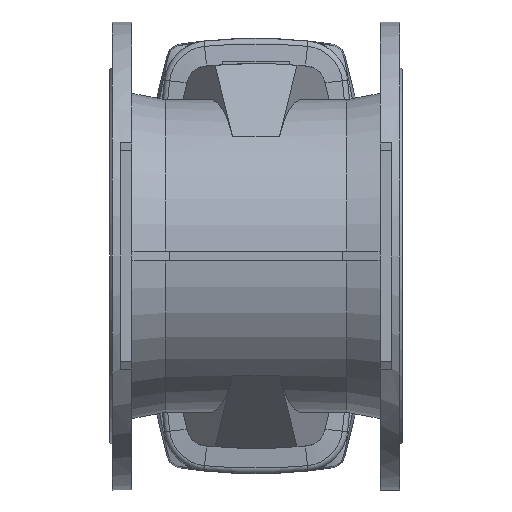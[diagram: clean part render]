
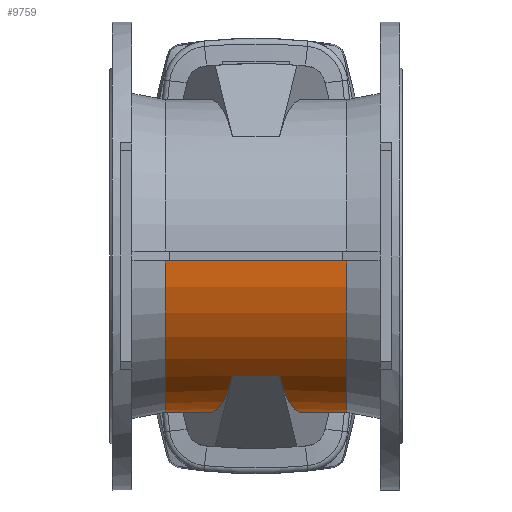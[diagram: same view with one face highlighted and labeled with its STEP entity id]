
A CAD part, front view. The second image highlights one B-rep face of the part: STEP entity #9759.
In plain terms, the highlighted cylindrical face has radius 133.5 mm (diameter 267 mm), a partial arc.
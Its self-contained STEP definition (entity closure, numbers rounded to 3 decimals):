
#376 = EDGE_CURVE ( 'NONE', #6979, #9169, #8831, .T. ) ;
#392 = EDGE_CURVE ( 'NONE', #9487, #9098, #8807, .T. ) ;
#445 = EDGE_CURVE ( 'NONE', #6979, #9487, #5873, .T. ) ;
#452 = EDGE_CURVE ( 'NONE', #9268, #9352, #5885, .T. ) ;
#456 = EDGE_CURVE ( 'NONE', #9097, #9231, #5893, .T. ) ;
#496 = EDGE_CURVE ( 'NONE', #9231, #9098, #5927, .T. ) ;
#1673 = AXIS2_PLACEMENT_3D ( 'NONE', #3302, #3300, #3298 ) ;
#2008 = DIRECTION ( 'NONE',  ( 0., 0., -1. ) ) ;
#2038 = CARTESIAN_POINT ( 'NONE',  ( 787.572, -85.812, -102.267 ) ) ;
#2072 = CARTESIAN_POINT ( 'NONE',  ( 77.705, 0., 0. ) ) ;
#2114 = DIRECTION ( 'NONE',  ( -1., 0., 0. ) ) ;
#2134 = DIRECTION ( 'NONE',  ( 1., 0., 0. ) ) ;
#2143 = DIRECTION ( 'NONE',  ( 1., 0., 0. ) ) ;
#2223 = CARTESIAN_POINT ( 'NONE',  ( -125., 133.432, -4.25 ) ) ;
#2287 = DIRECTION ( 'NONE',  ( 1., 0., 0. ) ) ;
#2290 = DIRECTION ( 'NONE',  ( 0., 0., -1. ) ) ;
#2291 = CARTESIAN_POINT ( 'NONE',  ( -77.705, 0., 0. ) ) ;
#2351 = CARTESIAN_POINT ( 'NONE',  ( -20.008, -85.812, -102.267 ) ) ;
#3298 = DIRECTION ( 'NONE',  ( 0., 0., 1. ) ) ;
#3300 = DIRECTION ( 'NONE',  ( -1., 0., 0. ) ) ;
#3302 = CARTESIAN_POINT ( 'NONE',  ( 787.572, 0., 0. ) ) ;
#3867 = LINE ( 'NONE', #14153, #3875 ) ;
#3875 = VECTOR ( 'NONE', #14165, 1000. ) ;
#4940 = LINE ( 'NONE', #8670, #4943 ) ;
#4943 = VECTOR ( 'NONE', #8671, 1000. ) ;
#5873 = LINE ( 'NONE', #2038, #5881 ) ;
#5881 = VECTOR ( 'NONE', #2114, 1000. ) ;
#5885 = CIRCLE ( 'NONE', #11717, 133.5 ) ;
#5893 = CIRCLE ( 'NONE', #11720, 133.5 ) ;
#5927 = LINE ( 'NONE', #2223, #5928 ) ;
#5928 = VECTOR ( 'NONE', #2143, 1000. ) ;
#6215 = FACE_OUTER_BOUND ( 'NONE', #7263, .T. ) ;
#6225 = CYLINDRICAL_SURFACE ( 'NONE', #1673, 133.5 ) ;
#6979 = VERTEX_POINT ( 'NONE', #10969 ) ;
#7263 = EDGE_LOOP ( 'NONE', ( #10698, #10700, #10574, #10695, #10694, #10693, #10689, #10685 ) ) ;
#8670 = CARTESIAN_POINT ( 'NONE',  ( 125., 133.432, -4.25 ) ) ;
#8671 = DIRECTION ( 'NONE',  ( -1., 0., 0. ) ) ;
#8807 =( BOUNDED_CURVE ( )  B_SPLINE_CURVE ( 3, ( #13652, #13570, #13707, #13523 ),
 .UNSPECIFIED., .F., .T. ) 
 B_SPLINE_CURVE_WITH_KNOTS ( ( 4, 4 ),
 ( 0.792, 3.029 ),
 .UNSPECIFIED. ) 
 CURVE ( )  GEOMETRIC_REPRESENTATION_ITEM ( )  RATIONAL_B_SPLINE_CURVE ( ( 1., 0.625, 0.625, 1. ) ) 
 REPRESENTATION_ITEM ( '' )  );
#8831 =( BOUNDED_CURVE ( )  B_SPLINE_CURVE ( 3, ( #10182, #10183, #12182, #12183 ),
 .UNSPECIFIED., .F., .T. ) 
 B_SPLINE_CURVE_WITH_KNOTS ( ( 4, 4 ),
 ( 0.792, 3.029 ),
 .UNSPECIFIED. ) 
 CURVE ( )  GEOMETRIC_REPRESENTATION_ITEM ( )  RATIONAL_B_SPLINE_CURVE ( ( 1., 0.625, 0.625, 1. ) ) 
 REPRESENTATION_ITEM ( '' )  );
#9097 = VERTEX_POINT ( 'NONE', #11081 ) ;
#9098 = VERTEX_POINT ( 'NONE', #11082 ) ;
#9169 = VERTEX_POINT ( 'NONE', #11153 ) ;
#9231 = VERTEX_POINT ( 'NONE', #11215 ) ;
#9268 = VERTEX_POINT ( 'NONE', #11252 ) ;
#9352 = VERTEX_POINT ( 'NONE', #11336 ) ;
#9487 = VERTEX_POINT ( 'NONE', #2351 ) ;
#9759 = ADVANCED_FACE ( 'NONE', ( #6215 ), #6225, .T. ) ;
#10124 = EDGE_CURVE ( 'NONE', #9268, #9097, #3867, .T. ) ;
#10182 = CARTESIAN_POINT ( 'NONE',  ( 20.008, -85.812, -102.267 ) ) ;
#10183 = CARTESIAN_POINT ( 'NONE',  ( 40.299, 12.359, -184.642 ) ) ;
#10574 = ORIENTED_EDGE ( 'NONE', *, *, #14455, .F. ) ;
#10685 = ORIENTED_EDGE ( 'NONE', *, *, #392, .F. ) ;
#10689 = ORIENTED_EDGE ( 'NONE', *, *, #496, .T. ) ;
#10693 = ORIENTED_EDGE ( 'NONE', *, *, #456, .T. ) ;
#10694 = ORIENTED_EDGE ( 'NONE', *, *, #10124, .T. ) ;
#10695 = ORIENTED_EDGE ( 'NONE', *, *, #452, .F. ) ;
#10698 = ORIENTED_EDGE ( 'NONE', *, *, #445, .F. ) ;
#10700 = ORIENTED_EDGE ( 'NONE', *, *, #376, .T. ) ;
#10969 = CARTESIAN_POINT ( 'NONE',  ( 20.008, -85.812, -102.267 ) ) ;
#11081 = CARTESIAN_POINT ( 'NONE',  ( -77.705, -133.432, -4.25 ) ) ;
#11082 = CARTESIAN_POINT ( 'NONE',  ( -70.366, 133.432, -4.25 ) ) ;
#11153 = CARTESIAN_POINT ( 'NONE',  ( 70.366, 133.432, -4.25 ) ) ;
#11215 = CARTESIAN_POINT ( 'NONE',  ( -77.705, 133.432, -4.25 ) ) ;
#11252 = CARTESIAN_POINT ( 'NONE',  ( 77.705, -133.432, -4.25 ) ) ;
#11336 = CARTESIAN_POINT ( 'NONE',  ( 77.705, 133.432, -4.25 ) ) ;
#11717 = AXIS2_PLACEMENT_3D ( 'NONE', #2072, #2134, #2008 ) ;
#11720 = AXIS2_PLACEMENT_3D ( 'NONE', #2291, #2287, #2290 ) ;
#12182 = CARTESIAN_POINT ( 'NONE',  ( 67.171, 129.353, -132.338 ) ) ;
#12183 = CARTESIAN_POINT ( 'NONE',  ( 70.366, 133.432, -4.25 ) ) ;
#13523 = CARTESIAN_POINT ( 'NONE',  ( -70.366, 133.432, -4.25 ) ) ;
#13570 = CARTESIAN_POINT ( 'NONE',  ( -40.299, 12.359, -184.642 ) ) ;
#13652 = CARTESIAN_POINT ( 'NONE',  ( -20.008, -85.812, -102.267 ) ) ;
#13707 = CARTESIAN_POINT ( 'NONE',  ( -67.171, 129.353, -132.338 ) ) ;
#14153 = CARTESIAN_POINT ( 'NONE',  ( -125., -133.432, -4.25 ) ) ;
#14165 = DIRECTION ( 'NONE',  ( -1., 0., 0. ) ) ;
#14455 = EDGE_CURVE ( 'NONE', #9352, #9169, #4940, .T. ) ;
